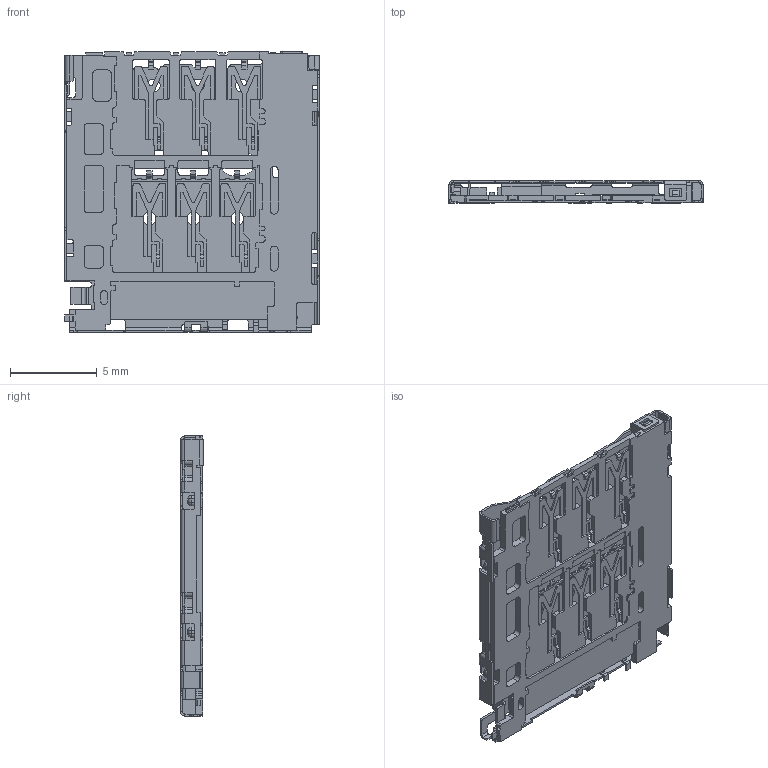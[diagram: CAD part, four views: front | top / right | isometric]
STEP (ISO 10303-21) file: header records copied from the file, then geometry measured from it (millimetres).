
FILE_DESCRIPTION (( 'STEP AP214' ), '1' );
FILE_NAME ('SF56K006VBAR2000.STEP', '2021-04-20T04:25:54', ( '' ), ( '' ), 'SwSTEP 2.0', 'SolidWorks 2017', '' );
FILE_SCHEMA (( 'AUTOMOTIVE_DESIGN' ));
Length unit declared in the file: millimetre
Products named in the file (1): SF56K006VBAR2000
Bounding box: 14.7 x 1.32 x 16.2 mm (x, y, z)
Volume: 95.2 mm3; surface area: 979.3 mm2
Topology: 22 solids, 22 shells, 1432 faces, 4046 edges, 2620 vertices
Faces by surface type: plane 943, cylinder 481, sphere 8
Full cylindrical faces by diameter (mm): 0.75 x6
Entity records: 46309 total; most frequent: CARTESIAN_POINT 8085, ORIENTED_EDGE 8064, DIRECTION 7860, EDGE_CURVE 4032, VECTOR 3070, LINE 3070, VERTEX_POINT 2620, AXIS2_PLACEMENT_3D 2395
